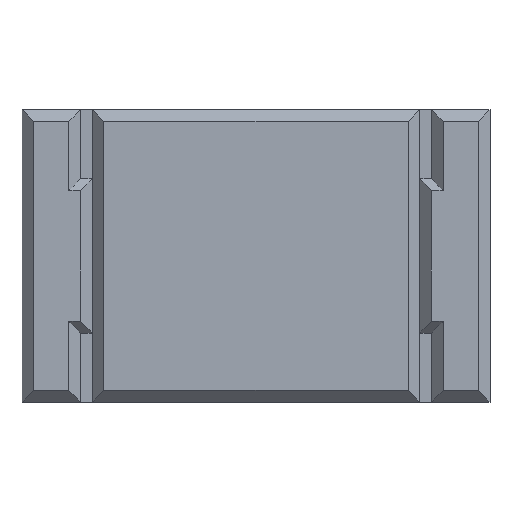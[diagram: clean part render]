
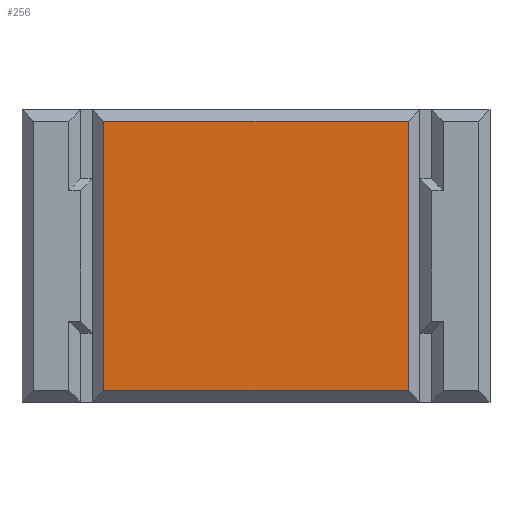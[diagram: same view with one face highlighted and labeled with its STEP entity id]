
A CAD part, top view. The second image highlights one B-rep face of the part: STEP entity #256.
In plain terms, the highlighted planar face has unit normal (0, 0, 1).
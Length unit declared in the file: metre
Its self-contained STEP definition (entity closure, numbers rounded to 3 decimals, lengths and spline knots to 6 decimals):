
#256 = ADVANCED_FACE( '', ( #655 ), #656, .T. );
#378 = EDGE_CURVE( '', #835, #836, #837, .T. );
#388 = EDGE_CURVE( '', #836, #690, #849, .T. );
#458 = EDGE_CURVE( '', #690, #704, #935, .T. );
#528 = EDGE_CURVE( '', #704, #835, #1017, .T. );
#655 = FACE_OUTER_BOUND( '', #1168, .T. );
#656 = PLANE( '', #1169 );
#690 = VERTEX_POINT( '', #1222 );
#704 = VERTEX_POINT( '', #1240 );
#835 = VERTEX_POINT( '', #1437 );
#836 = VERTEX_POINT( '', #1438 );
#837 = LINE( '', #1439, #1440 );
#849 = LINE( '', #1461, #1462 );
#935 = LINE( '', #1599, #1600 );
#1017 = LINE( '', #1729, #1730 );
#1168 = EDGE_LOOP( '', ( #1870, #1871, #1872, #1873 ) );
#1169 = AXIS2_PLACEMENT_3D( '', #1874, #1875, #1876 );
#1222 = CARTESIAN_POINT( '', ( -0.00065, 0.000575, 0.00045 ) );
#1240 = CARTESIAN_POINT( '', ( -0.00065, -0.000575, 0.00045 ) );
#1437 = CARTESIAN_POINT( '', ( 0.00065, -0.000575, 0.00045 ) );
#1438 = CARTESIAN_POINT( '', ( 0.00065, 0.000575, 0.00045 ) );
#1439 = CARTESIAN_POINT( '', ( 0.00065, 0.000625, 0.00045 ) );
#1440 = VECTOR( '', #2066, 1. );
#1461 = CARTESIAN_POINT( '', ( 0., 0.000575, 0.00045 ) );
#1462 = VECTOR( '', #2071, 1. );
#1599 = CARTESIAN_POINT( '', ( -0.00065, 0., 0.00045 ) );
#1600 = VECTOR( '', #2180, 1. );
#1729 = CARTESIAN_POINT( '', ( 0.0007, -0.000575, 0.00045 ) );
#1730 = VECTOR( '', #2296, 1. );
#1870 = ORIENTED_EDGE( '', *, *, #458, .T. );
#1871 = ORIENTED_EDGE( '', *, *, #528, .T. );
#1872 = ORIENTED_EDGE( '', *, *, #378, .T. );
#1873 = ORIENTED_EDGE( '', *, *, #388, .T. );
#1874 = CARTESIAN_POINT( '', ( 0., 0., 0.00045 ) );
#1875 = DIRECTION( '', ( 0., 0., 1. ) );
#1876 = DIRECTION( '', ( 1., 0., 0. ) );
#2066 = DIRECTION( '', ( 0., 1., 0. ) );
#2071 = DIRECTION( '', ( -1., 0., 0. ) );
#2180 = DIRECTION( '', ( 0., -1., 0. ) );
#2296 = DIRECTION( '', ( 1., 0., 0. ) );
